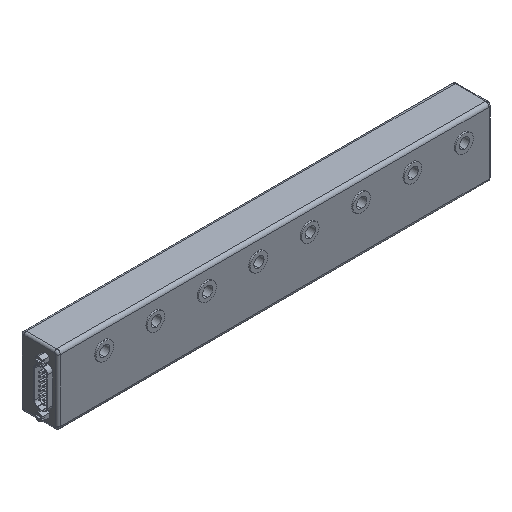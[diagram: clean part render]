
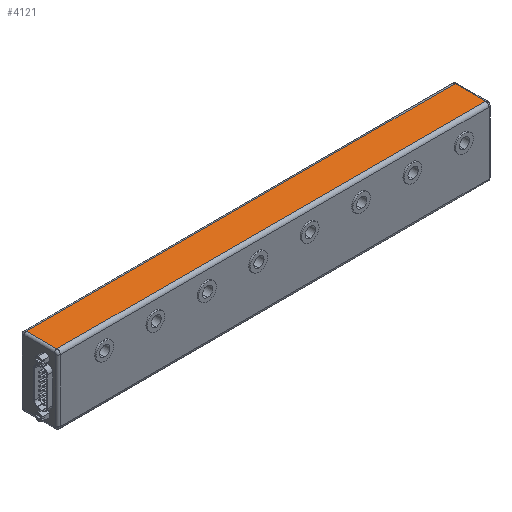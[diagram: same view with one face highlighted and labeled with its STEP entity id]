
A CAD part, isometric view. The second image highlights one B-rep face of the part: STEP entity #4121.
In plain terms, the highlighted planar face has unit normal (0, 0, 1).
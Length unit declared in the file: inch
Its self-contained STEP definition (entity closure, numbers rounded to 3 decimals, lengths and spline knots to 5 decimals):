
#442 = DIRECTION ( 'NONE',  ( 0., 1., 0. ) ) ;
#553 = VECTOR ( 'NONE', #1136, 39.37008 ) ;
#743 = EDGE_CURVE ( 'NONE', #8598, #4059, #2089, .T. ) ;
#816 = LINE ( 'NONE', #6931, #553 ) ;
#1131 = EDGE_CURVE ( 'NONE', #5471, #6510, #10653, .T. ) ;
#1136 = DIRECTION ( 'NONE',  ( -1., 0., 0. ) ) ;
#1147 = CARTESIAN_POINT ( 'NONE',  ( 11.624, 0.09, 0. ) ) ;
#1274 = ORIENTED_EDGE ( 'NONE', *, *, #743, .T. ) ;
#2089 = LINE ( 'NONE', #2963, #6511 ) ;
#2101 = EDGE_CURVE ( 'NONE', #5471, #4059, #2391, .T. ) ;
#2187 = EDGE_LOOP ( 'NONE', ( #3734, #6547, #6229, #1274 ) ) ;
#2391 = LINE ( 'NONE', #9183, #2909 ) ;
#2909 = VECTOR ( 'NONE', #5069, 39.37008 ) ;
#2963 = CARTESIAN_POINT ( 'NONE',  ( 0.0625, 0.09, 0. ) ) ;
#3610 = PLANE ( 'NONE',  #5481 ) ;
#3734 = ORIENTED_EDGE ( 'NONE', *, *, #2101, .F. ) ;
#4059 = VERTEX_POINT ( 'NONE', #8510 ) ;
#4121 = ADVANCED_FACE ( 'NONE', ( #6619 ), #3610, .F. ) ;
#4489 = DIRECTION ( 'NONE',  ( -1., 0., 0. ) ) ;
#5001 = EDGE_CURVE ( 'NONE', #6510, #8598, #816, .T. ) ;
#5069 = DIRECTION ( 'NONE',  ( -1., 0., 0. ) ) ;
#5212 = CARTESIAN_POINT ( 'NONE',  ( 11.5615, 0.91, 0. ) ) ;
#5471 = VERTEX_POINT ( 'NONE', #9075 ) ;
#5481 = AXIS2_PLACEMENT_3D ( 'NONE', #1147, #9416, #4489 ) ;
#6229 = ORIENTED_EDGE ( 'NONE', *, *, #5001, .T. ) ;
#6233 = VECTOR ( 'NONE', #442, 39.37008 ) ;
#6253 = DIRECTION ( 'NONE',  ( 0., -1., 0. ) ) ;
#6510 = VERTEX_POINT ( 'NONE', #5212 ) ;
#6511 = VECTOR ( 'NONE', #6253, 39.37008 ) ;
#6547 = ORIENTED_EDGE ( 'NONE', *, *, #1131, .T. ) ;
#6619 = FACE_OUTER_BOUND ( 'NONE', #2187, .T. ) ;
#6931 = CARTESIAN_POINT ( 'NONE',  ( 11.624, 0.91, 0. ) ) ;
#7636 = CARTESIAN_POINT ( 'NONE',  ( 0.0625, 0.91, 0. ) ) ;
#8510 = CARTESIAN_POINT ( 'NONE',  ( 0.0625, 0.09, 0. ) ) ;
#8598 = VERTEX_POINT ( 'NONE', #7636 ) ;
#9075 = CARTESIAN_POINT ( 'NONE',  ( 11.5615, 0.09, 0. ) ) ;
#9183 = CARTESIAN_POINT ( 'NONE',  ( 11.624, 0.09, 0. ) ) ;
#9416 = DIRECTION ( 'NONE',  ( 0., 0., -1. ) ) ;
#10344 = CARTESIAN_POINT ( 'NONE',  ( 11.5615, 0.91, 0. ) ) ;
#10653 = LINE ( 'NONE', #10344, #6233 ) ;
